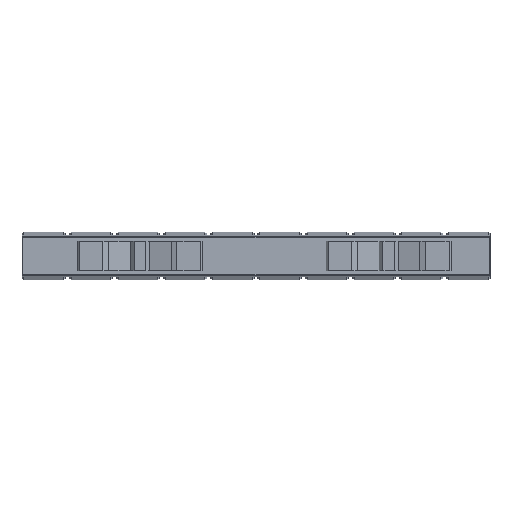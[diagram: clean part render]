
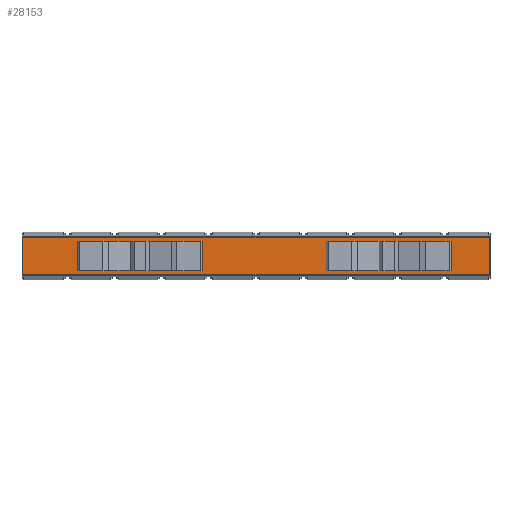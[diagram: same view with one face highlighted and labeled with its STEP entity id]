
A CAD part, front view. The second image highlights one B-rep face of the part: STEP entity #28153.
In plain terms, the highlighted planar face has unit normal (0, -1, 0).
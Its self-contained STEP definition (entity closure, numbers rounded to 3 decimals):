
#443=FACE_BOUND('',#3508,.T.);
#444=FACE_BOUND('',#3509,.T.);
#610=PLANE('',#29746);
#2068=FACE_OUTER_BOUND('',#3507,.T.);
#3507=EDGE_LOOP('',(#20741,#20742,#20743,#20744));
#3508=EDGE_LOOP('',(#20745,#20746,#20747,#20748));
#3509=EDGE_LOOP('',(#20749,#20750,#20751,#20752));
#5046=LINE('',#44646,#8826);
#5049=LINE('',#44653,#8829);
#5056=LINE('',#44665,#8836);
#5057=LINE('',#44667,#8837);
#5108=LINE('',#44810,#8888);
#5109=LINE('',#44814,#8889);
#5110=LINE('',#44818,#8890);
#5111=LINE('',#44822,#8891);
#8826=VECTOR('',#31884,10.);
#8829=VECTOR('',#31889,10.);
#8836=VECTOR('',#31898,10.);
#8837=VECTOR('',#31901,10.);
#8888=VECTOR('',#31998,10.);
#8889=VECTOR('',#32001,10.);
#8890=VECTOR('',#32004,10.);
#8891=VECTOR('',#32007,10.);
#12474=CIRCLE('',#29747,1.95);
#12475=CIRCLE('',#29748,1.95);
#12476=CIRCLE('',#29749,1.95);
#12477=CIRCLE('',#29750,1.95);
#12873=VERTEX_POINT('',#44643);
#12874=VERTEX_POINT('',#44645);
#12876=VERTEX_POINT('',#44651);
#12877=VERTEX_POINT('',#44652);
#12949=VERTEX_POINT('',#44808);
#12950=VERTEX_POINT('',#44809);
#12951=VERTEX_POINT('',#44811);
#12952=VERTEX_POINT('',#44813);
#12953=VERTEX_POINT('',#44816);
#12954=VERTEX_POINT('',#44817);
#12955=VERTEX_POINT('',#44819);
#12956=VERTEX_POINT('',#44821);
#15866=EDGE_CURVE('',#12873,#12874,#5046,.T.);
#15869=EDGE_CURVE('',#12876,#12877,#5049,.T.);
#15876=EDGE_CURVE('',#12877,#12873,#5056,.T.);
#15877=EDGE_CURVE('',#12874,#12876,#5057,.T.);
#15948=EDGE_CURVE('',#12949,#12950,#5108,.T.);
#15949=EDGE_CURVE('',#12951,#12949,#12474,.T.);
#15950=EDGE_CURVE('',#12952,#12951,#5109,.T.);
#15951=EDGE_CURVE('',#12950,#12952,#12475,.T.);
#15952=EDGE_CURVE('',#12953,#12954,#5110,.T.);
#15953=EDGE_CURVE('',#12955,#12953,#12476,.T.);
#15954=EDGE_CURVE('',#12956,#12955,#5111,.T.);
#15955=EDGE_CURVE('',#12954,#12956,#12477,.T.);
#20741=ORIENTED_EDGE('',*,*,#15869,.F.);
#20742=ORIENTED_EDGE('',*,*,#15877,.F.);
#20743=ORIENTED_EDGE('',*,*,#15866,.F.);
#20744=ORIENTED_EDGE('',*,*,#15876,.F.);
#20745=ORIENTED_EDGE('',*,*,#15948,.F.);
#20746=ORIENTED_EDGE('',*,*,#15949,.F.);
#20747=ORIENTED_EDGE('',*,*,#15950,.F.);
#20748=ORIENTED_EDGE('',*,*,#15951,.F.);
#20749=ORIENTED_EDGE('',*,*,#15952,.F.);
#20750=ORIENTED_EDGE('',*,*,#15953,.F.);
#20751=ORIENTED_EDGE('',*,*,#15954,.F.);
#20752=ORIENTED_EDGE('',*,*,#15955,.F.);
#28153=ADVANCED_FACE('',(#2068,#443,#444),#610,.T.);
#29746=AXIS2_PLACEMENT_3D('',#44807,#31996,#31997);
#29747=AXIS2_PLACEMENT_3D('',#44812,#31999,#32000);
#29748=AXIS2_PLACEMENT_3D('',#44815,#32002,#32003);
#29749=AXIS2_PLACEMENT_3D('',#44820,#32005,#32006);
#29750=AXIS2_PLACEMENT_3D('',#44823,#32008,#32009);
#31884=DIRECTION('',(0.,0.,1.));
#31889=DIRECTION('',(0.,0.,-1.));
#31898=DIRECTION('',(-1.,0.,0.));
#31901=DIRECTION('',(1.,0.,0.));
#31996=DIRECTION('center_axis',(0.,-1.,0.));
#31997=DIRECTION('ref_axis',(0.,0.,
1.));
#31998=DIRECTION('',(-1.,0.,0.));
#31999=DIRECTION('center_axis',(0.,-1.,0.));
#32000=DIRECTION('ref_axis',(0.707,0.,0.707));
#32001=DIRECTION('',(1.,0.,0.));
#32002=DIRECTION('center_axis',(0.,-1.,0.));
#32003=DIRECTION('ref_axis',(-0.707,0.,-0.707));
#32004=DIRECTION('',(1.,0.,0.));
#32005=DIRECTION('center_axis',(0.,-1.,0.));
#32006=DIRECTION('ref_axis',(-0.707,0.,0.707));
#32007=DIRECTION('',(-1.,0.,0.));
#32008=DIRECTION('center_axis',(0.,-1.,0.));
#32009=DIRECTION('ref_axis',(0.707,0.,0.707));
#44643=CARTESIAN_POINT('',(-131.786,-8.542,10.358));
#44645=CARTESIAN_POINT('',(-131.786,-8.542,29.558));
#44646=CARTESIAN_POINT('',(-131.786,-8.542,14.958));
#44651=CARTESIAN_POINT('',(105.414,-8.542,29.558));
#44652=CARTESIAN_POINT('',(105.414,-8.542,10.358));
#44653=CARTESIAN_POINT('',(105.414,-8.542,14.958));
#44665=CARTESIAN_POINT('',(176.814,-8.542,10.358));
#44667=CARTESIAN_POINT('',(176.814,-8.542,29.558));
#44807=CARTESIAN_POINT('Origin',(176.814,-8.542,9.958));
#44808=CARTESIAN_POINT('',(-57.736,-8.542,21.908));
#44809=CARTESIAN_POINT('',(-100.636,-8.542,21.908));
#44810=CARTESIAN_POINT('',(37.314,-8.542,21.908));
#44811=CARTESIAN_POINT('',(-57.736,-8.542,18.008));
#44812=CARTESIAN_POINT('Origin',(-57.736,-8.542,19.958));
#44813=CARTESIAN_POINT('',(-100.636,-8.542,18.008));
#44814=CARTESIAN_POINT('',(60.314,-8.542,18.008));
#44815=CARTESIAN_POINT('Origin',(-100.636,-8.542,19.958));
#44816=CARTESIAN_POINT('',(31.364,-8.542,18.008));
#44817=CARTESIAN_POINT('',(74.264,-8.542,18.008));
#44818=CARTESIAN_POINT('',(126.314,-8.542,18.008));
#44819=CARTESIAN_POINT('',(31.364,-8.542,21.908));
#44820=CARTESIAN_POINT('Origin',(31.364,-8.542,19.958));
#44821=CARTESIAN_POINT('',(74.264,-8.542,21.908));
#44822=CARTESIAN_POINT('',(103.314,-8.542,21.908));
#44823=CARTESIAN_POINT('Origin',(74.264,-8.542,19.958));
